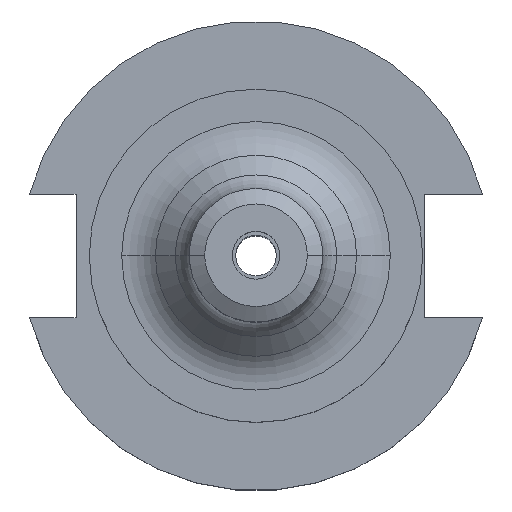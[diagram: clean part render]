
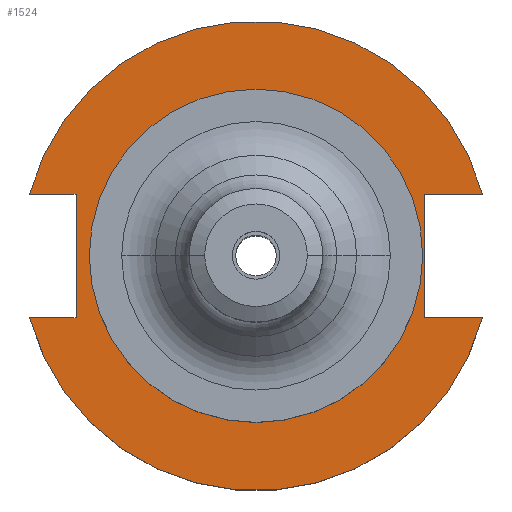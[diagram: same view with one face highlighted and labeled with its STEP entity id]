
A CAD part, top view. The second image highlights one B-rep face of the part: STEP entity #1524.
In plain terms, the highlighted planar face has unit normal (0, 0, 1).
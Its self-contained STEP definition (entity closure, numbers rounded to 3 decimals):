
#1 = CARTESIAN_POINT ( 'NONE',  ( 0., 0., 19.05 ) ) ;
#93 = VECTOR ( 'NONE', #874, 1000. ) ;
#95 = CARTESIAN_POINT ( 'NONE',  ( -47.477, 12.954, 19.05 ) ) ;
#109 = CARTESIAN_POINT ( 'NONE',  ( 47.477, -12.954, 19.05 ) ) ;
#353 = EDGE_CURVE ( 'NONE', #2107, #741, #1110, .T. ) ;
#419 = FACE_OUTER_BOUND ( 'NONE', #2081, .T. ) ;
#454 = EDGE_CURVE ( 'NONE', #2101, #1703, #1379, .T. ) ;
#456 = DIRECTION ( 'NONE',  ( 0., 0., 1. ) ) ;
#476 = CARTESIAN_POINT ( 'NONE',  ( -34.925, 0., 19.05 ) ) ;
#484 = AXIS2_PLACEMENT_3D ( 'NONE', #1730, #456, #1554 ) ;
#519 = CARTESIAN_POINT ( 'NONE',  ( -63.719, -12.954, 19.05 ) ) ;
#556 = CARTESIAN_POINT ( 'NONE',  ( -37.719, -12.954, 19.05 ) ) ;
#560 = DIRECTION ( 'NONE',  ( -1., 0., 0. ) ) ;
#568 = VECTOR ( 'NONE', #1727, 1000. ) ;
#581 = VERTEX_POINT ( 'NONE', #917 ) ;
#597 = DIRECTION ( 'NONE',  ( 1., 0., 0. ) ) ;
#621 = ORIENTED_EDGE ( 'NONE', *, *, #1923, .F. ) ;
#649 = ORIENTED_EDGE ( 'NONE', *, *, #353, .T. ) ;
#690 = DIRECTION ( 'NONE',  ( 1., 0., 0. ) ) ;
#712 = EDGE_CURVE ( 'NONE', #1454, #2101, #1423, .T. ) ;
#730 = ORIENTED_EDGE ( 'NONE', *, *, #1224, .T. ) ;
#732 = CARTESIAN_POINT ( 'NONE',  ( 35.306, 12.954, 19.05 ) ) ;
#741 = VERTEX_POINT ( 'NONE', #95 ) ;
#742 = CIRCLE ( 'NONE', #484, 34.925 ) ;
#762 = CARTESIAN_POINT ( 'NONE',  ( 0., 49.212, 19.05 ) ) ;
#770 = VECTOR ( 'NONE', #870, 1000. ) ;
#821 = CIRCLE ( 'NONE', #1428, 34.925 ) ;
#829 = EDGE_LOOP ( 'NONE', ( #1814, #2071 ) ) ;
#846 = VECTOR ( 'NONE', #560, 1000. ) ;
#852 = DIRECTION ( 'NONE',  ( 0., 1., 0. ) ) ;
#870 = DIRECTION ( 'NONE',  ( 1., 0., 0. ) ) ;
#871 = AXIS2_PLACEMENT_3D ( 'NONE', #762, #2080, #597 ) ;
#874 = DIRECTION ( 'NONE',  ( 1., 0., 0. ) ) ;
#875 = CARTESIAN_POINT ( 'NONE',  ( 35.306, 12.954, 19.05 ) ) ;
#889 = VERTEX_POINT ( 'NONE', #476 ) ;
#917 = CARTESIAN_POINT ( 'NONE',  ( -37.719, 12.954, 19.05 ) ) ;
#957 = VECTOR ( 'NONE', #1679, 1000. ) ;
#1027 = DIRECTION ( 'NONE',  ( 0., 0., 1. ) ) ;
#1042 = VERTEX_POINT ( 'NONE', #1895 ) ;
#1043 = AXIS2_PLACEMENT_3D ( 'NONE', #1985, #1027, #690 ) ;
#1052 = VECTOR ( 'NONE', #852, 1000. ) ;
#1110 = CIRCLE ( 'NONE', #1043, 49.212 ) ;
#1113 = VERTEX_POINT ( 'NONE', #556 ) ;
#1124 = EDGE_CURVE ( 'NONE', #581, #741, #1180, .T. ) ;
#1146 = AXIS2_PLACEMENT_3D ( 'NONE', #1729, #1546, #1718 ) ;
#1161 = EDGE_CURVE ( 'NONE', #2107, #1454, #1495, .T. ) ;
#1168 = ORIENTED_EDGE ( 'NONE', *, *, #2001, .F. ) ;
#1169 = EDGE_CURVE ( 'NONE', #889, #1042, #742, .T. ) ;
#1180 = LINE ( 'NONE', #1331, #846 ) ;
#1215 = CARTESIAN_POINT ( 'NONE',  ( 47.477, 12.954, 19.05 ) ) ;
#1224 = EDGE_CURVE ( 'NONE', #1324, #1703, #1472, .T. ) ;
#1228 = CARTESIAN_POINT ( 'NONE',  ( -47.477, -12.954, 19.05 ) ) ;
#1248 = CARTESIAN_POINT ( 'NONE',  ( 35.306, 12.954, 19.05 ) ) ;
#1324 = VERTEX_POINT ( 'NONE', #1228 ) ;
#1331 = CARTESIAN_POINT ( 'NONE',  ( -63.719, 12.954, 19.05 ) ) ;
#1379 = LINE ( 'NONE', #1657, #93 ) ;
#1402 = LINE ( 'NONE', #519, #770 ) ;
#1423 = LINE ( 'NONE', #732, #568 ) ;
#1428 = AXIS2_PLACEMENT_3D ( 'NONE', #1, #1935, #1955 ) ;
#1454 = VERTEX_POINT ( 'NONE', #875 ) ;
#1472 = CIRCLE ( 'NONE', #1146, 49.212 ) ;
#1495 = LINE ( 'NONE', #1248, #957 ) ;
#1524 = ADVANCED_FACE ( 'NONE', ( #1865, #419 ), #2061, .T. ) ;
#1528 = CARTESIAN_POINT ( 'NONE',  ( -37.719, 12.954, 19.05 ) ) ;
#1546 = DIRECTION ( 'NONE',  ( 0., 0., 1. ) ) ;
#1554 = DIRECTION ( 'NONE',  ( 1., 0., 0. ) ) ;
#1657 = CARTESIAN_POINT ( 'NONE',  ( 35.306, -12.954, 19.05 ) ) ;
#1679 = DIRECTION ( 'NONE',  ( -1., 0., 0. ) ) ;
#1703 = VERTEX_POINT ( 'NONE', #109 ) ;
#1718 = DIRECTION ( 'NONE',  ( 1., 0., 0. ) ) ;
#1727 = DIRECTION ( 'NONE',  ( 0., -1., 0. ) ) ;
#1729 = CARTESIAN_POINT ( 'NONE',  ( 0., 0., 19.05 ) ) ;
#1730 = CARTESIAN_POINT ( 'NONE',  ( 0., 0., 19.05 ) ) ;
#1814 = ORIENTED_EDGE ( 'NONE', *, *, #1847, .F. ) ;
#1828 = CARTESIAN_POINT ( 'NONE',  ( 35.306, -12.954, 19.05 ) ) ;
#1847 = EDGE_CURVE ( 'NONE', #1042, #889, #821, .T. ) ;
#1865 = FACE_BOUND ( 'NONE', #829, .T. ) ;
#1875 = ORIENTED_EDGE ( 'NONE', *, *, #1124, .F. ) ;
#1895 = CARTESIAN_POINT ( 'NONE',  ( 34.925, 0., 19.05 ) ) ;
#1923 = EDGE_CURVE ( 'NONE', #1113, #581, #2069, .T. ) ;
#1935 = DIRECTION ( 'NONE',  ( 0., 0., 1. ) ) ;
#1955 = DIRECTION ( 'NONE',  ( 1., 0., 0. ) ) ;
#1985 = CARTESIAN_POINT ( 'NONE',  ( 0., 0., 19.05 ) ) ;
#2001 = EDGE_CURVE ( 'NONE', #1324, #1113, #1402, .T. ) ;
#2031 = ORIENTED_EDGE ( 'NONE', *, *, #454, .F. ) ;
#2061 = PLANE ( 'NONE',  #871 ) ;
#2068 = ORIENTED_EDGE ( 'NONE', *, *, #712, .F. ) ;
#2069 = LINE ( 'NONE', #1528, #1052 ) ;
#2071 = ORIENTED_EDGE ( 'NONE', *, *, #1169, .F. ) ;
#2076 = ORIENTED_EDGE ( 'NONE', *, *, #1161, .F. ) ;
#2080 = DIRECTION ( 'NONE',  ( 0., 0., 1. ) ) ;
#2081 = EDGE_LOOP ( 'NONE', ( #730, #2031, #2068, #2076, #649, #1875, #621, #1168 ) ) ;
#2101 = VERTEX_POINT ( 'NONE', #1828 ) ;
#2107 = VERTEX_POINT ( 'NONE', #1215 ) ;
